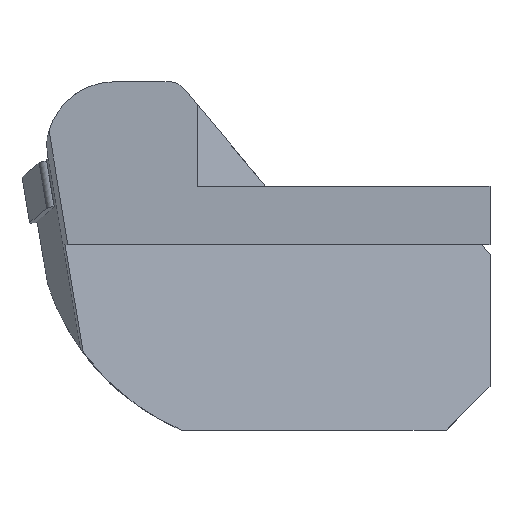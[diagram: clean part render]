
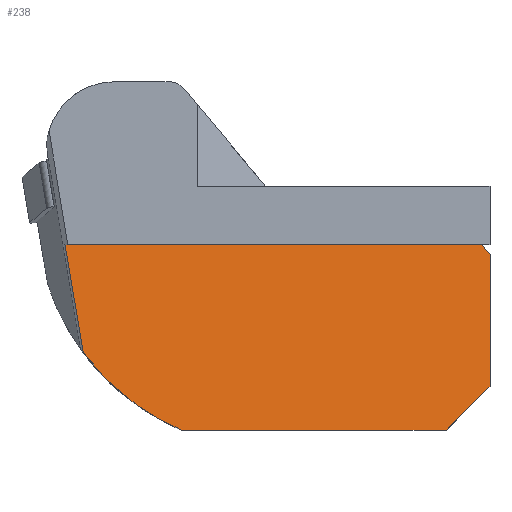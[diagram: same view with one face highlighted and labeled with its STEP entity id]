
A CAD part, top view. The second image highlights one B-rep face of the part: STEP entity #238.
In plain terms, the highlighted planar face has unit normal (0, 0.139, 0.99).
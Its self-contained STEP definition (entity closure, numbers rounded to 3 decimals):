
#93=B_SPLINE_CURVE_WITH_KNOTS('',3,(#2083,#2084,#2085,#2086),
 .UNSPECIFIED.,.F.,.F.,(4,4),(0.,1.),.UNSPECIFIED.);
#175=FACE_OUTER_BOUND('',#394,.T.);
#238=ADVANCED_FACE('',(#175),#298,.T.);
#298=PLANE('',#1433);
#394=EDGE_LOOP('',(#601,#602,#603,#604,#605,#606,#607));
#601=ORIENTED_EDGE('',*,*,#1024,.F.);
#602=ORIENTED_EDGE('',*,*,#1025,.T.);
#603=ORIENTED_EDGE('',*,*,#1006,.T.);
#604=ORIENTED_EDGE('',*,*,#1026,.F.);
#605=ORIENTED_EDGE('',*,*,#1027,.F.);
#606=ORIENTED_EDGE('',*,*,#1028,.T.);
#607=ORIENTED_EDGE('',*,*,#1029,.T.);
#876=VERTEX_POINT('',#2015);
#877=VERTEX_POINT('',#2017);
#891=VERTEX_POINT('',#2081);
#892=VERTEX_POINT('',#2082);
#893=VERTEX_POINT('',#2088);
#894=VERTEX_POINT('',#2090);
#895=VERTEX_POINT('',#2092);
#1006=EDGE_CURVE('',#877,#876,#1155,.T.);
#1024=EDGE_CURVE('',#891,#892,#1161,.T.);
#1025=EDGE_CURVE('',#891,#877,#93,.T.);
#1026=EDGE_CURVE('',#893,#876,#1162,.T.);
#1027=EDGE_CURVE('',#894,#893,#1163,.T.);
#1028=EDGE_CURVE('',#894,#895,#1164,.T.);
#1029=EDGE_CURVE('',#895,#892,#1165,.T.);
#1155=LINE('',#2016,#1261);
#1161=LINE('',#2080,#1267);
#1162=LINE('',#2087,#1268);
#1163=LINE('',#2089,#1269);
#1164=LINE('',#2091,#1270);
#1165=LINE('',#2093,#1271);
#1261=VECTOR('',#1638,1.);
#1267=VECTOR('',#1656,1.);
#1268=VECTOR('',#1657,1.);
#1269=VECTOR('',#1658,1.);
#1270=VECTOR('',#1659,1.);
#1271=VECTOR('',#1660,1.);
#1433=AXIS2_PLACEMENT_3D('',#2094,#1661,#1662);
#1638=DIRECTION('',(1.,0.,0.));
#1656=DIRECTION('',(-0.166,0.977,-0.137));
#1657=DIRECTION('',(-0.704,-0.704,0.099));
#1658=DIRECTION('',(0.,-0.99,0.139));
#1659=DIRECTION('',(-0.639,0.762,-0.107));
#1660=DIRECTION('',(-1.,0.,0.));
#1661=DIRECTION('',(0.,0.139,0.99));
#1662=DIRECTION('',(0.,-0.99,0.139));
#2015=CARTESIAN_POINT('',(8.5,-25.,2.67));
#2016=CARTESIAN_POINT('',(-40.7,-25.,2.67));
#2017=CARTESIAN_POINT('',(-18.662,-25.,2.67));
#2080=CARTESIAN_POINT('',(-30.858,-4.361,-0.23));
#2081=CARTESIAN_POINT('',(-28.698,-17.079,1.557));
#2082=CARTESIAN_POINT('',(-30.58,-6.,0.));
#2083=CARTESIAN_POINT('',(-28.698,-17.079,1.557));
#2084=CARTESIAN_POINT('',(-26.115,-20.556,2.046));
#2085=CARTESIAN_POINT('',(-22.663,-23.284,2.429));
#2086=CARTESIAN_POINT('',(-18.662,-25.,2.67));
#2087=CARTESIAN_POINT('',(-6.267,-39.767,4.746));
#2088=CARTESIAN_POINT('',(13.,-20.5,2.038));
#2089=CARTESIAN_POINT('',(13.,-6.,0.));
#2090=CARTESIAN_POINT('',(13.,-7.,0.141));
#2091=CARTESIAN_POINT('',(-9.43,19.731,-3.616));
#2092=CARTESIAN_POINT('',(12.161,-6.,0.));
#2093=CARTESIAN_POINT('',(-40.7,-6.,0.));
#2094=CARTESIAN_POINT('',(-40.7,-6.,0.));
